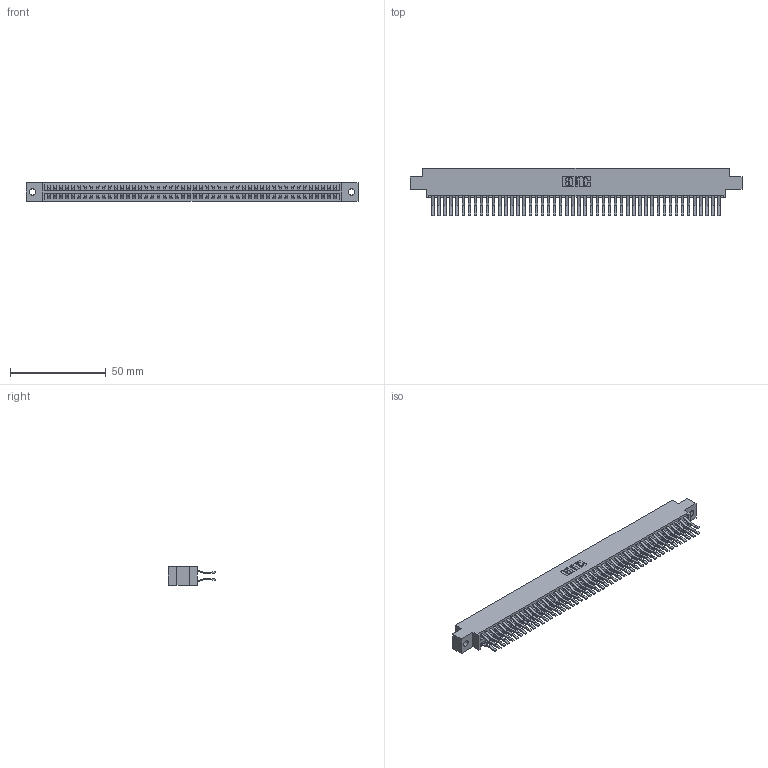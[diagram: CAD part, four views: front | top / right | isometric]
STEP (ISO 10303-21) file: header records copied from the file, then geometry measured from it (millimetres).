
FILE_DESCRIPTION (( 'STEP AP203' ), '1' );
FILE_NAME ('396-096-560-802.STEP', '2018-09-14T04:00:32', ( '' ), ( '' ), 'SwSTEP 2.0', 'SolidWorks 2016', '' );
FILE_SCHEMA (( 'CONFIG_CONTROL_DESIGN' ));
Length unit declared in the file: inch
Products named in the file (3): 346 Part_0.170 Offset - 0.128 Dia; 345-292-001_560 Tail; 396-096-560-802
Assembly tree (97 placements, depth 2):
  396-096-560-802
    346 Part_0.170 Offset - 0.128 Dia
    345-292-001_560 Tail  x96
Bounding box: 172.97 x 24.78 x 9.4 mm (x, y, z)
Volume: 17351.7 mm3; surface area: 25534.5 mm2
Topology: 97 solids, 97 shells, 5310 faces, 15797 edges, 10402 vertices
Faces by surface type: plane 3440, cylinder 1870
Entity records: 30741 total; most frequent: CARTESIAN_POINT 5060, ORIENTED_EDGE 4994, DIRECTION 4513, EDGE_CURVE 2497, VECTOR 2169, LINE 2169, VERTEX_POINT 1662, AXIS2_PLACEMENT_3D 1172
